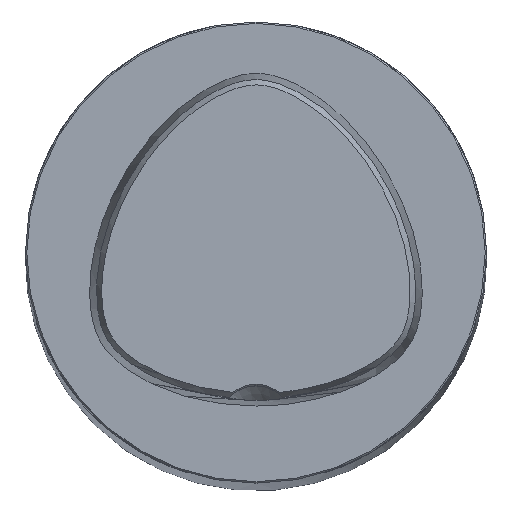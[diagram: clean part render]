
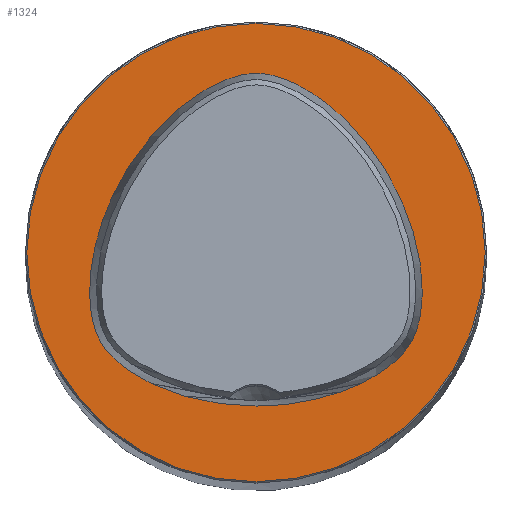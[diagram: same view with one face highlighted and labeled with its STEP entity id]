
A CAD part, top view. The second image highlights one B-rep face of the part: STEP entity #1324.
In plain terms, the highlighted planar face has unit normal (0, 0, 1).
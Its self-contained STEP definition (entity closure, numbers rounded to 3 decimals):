
#1051=PLANE('',#3654);
#1146=CIRCLE('',#3652,49.7);
#1239=FACE_BOUND('',#1661,.T.);
#1240=FACE_BOUND('',#1662,.T.);
#1324=ADVANCED_FACE('CU_E_LO_SU_1',(#1239,#1240),#1051,.T.);
#1661=EDGE_LOOP('',(#1940));
#1662=EDGE_LOOP('',(#1941));
#1940=ORIENTED_EDGE('',*,*,#3067,.T.);
#1941=ORIENTED_EDGE('',*,*,#3015,.T.);
#2728=VERTEX_POINT('',#5288);
#2778=VERTEX_POINT('',#5805);
#3015=EDGE_CURVE('',#2728,#2728,#3437,.T.);
#3067=EDGE_CURVE('',#2778,#2778,#1146,.T.);
#3437=B_SPLINE_CURVE_WITH_KNOTS('',3,(#5209,#5210,#5211,#5212,#5213,#5214,
#5215,#5216,#5217,#5218,#5219,#5220,#5221,#5222,#5223,#5224,#5225,#5226,
#5227,#5228,#5229,#5230,#5231,#5232,#5233,#5234,#5235,#5236,#5237,#5238,
#5239,#5240,#5241,#5242,#5243,#5244,#5245,#5246,#5247,#5248,#5249,#5250,
#5251,#5252,#5253,#5254,#5255,#5256,#5257,#5258,#5259,#5260,#5261,#5262,
#5263,#5264,#5265,#5266,#5267,#5268,#5269,#5270,#5271,#5272,#5273,#5274,
#5275,#5276,#5277,#5278,#5279,#5280,#5281,#5282,#5283,#5284,#5285,#5286,
#5287),.UNSPECIFIED.,.T.,.F.,(1,1,2,1,1,1,1,1,1,1,1,1,1,1,1,1,1,1,1,1,1,
1,1,1,1,1,1,1,1,1,1,1,1,1,1,1,1,1,1,1,1,1,1,1,1,1,1,1,1,1,1,1,1,1,1,1,1,
1,1,1,1,1,1,1,1,1,1,1,1,1,1,1,1,1,1,1,1,1,2,1,1),(-0.047,-0.031,0.,
0.031,0.047,0.063,0.078,0.094,0.109,0.125,0.133,0.141,
0.148,0.156,0.164,0.168,0.172,0.18,0.188,0.195,
0.203,0.211,0.219,0.234,0.25,0.266,0.281,0.313,0.344,
0.375,0.391,0.406,0.422,0.438,0.453,0.461,0.469,0.477,
0.484,0.492,0.5,0.508,0.516,0.523,0.531,0.539,0.547,
0.563,0.578,0.594,0.609,0.625,0.656,0.688,0.719,0.734,
0.75,0.766,0.781,0.789,0.797,0.805,0.813,0.82,0.828,
0.832,0.836,0.844,0.852,0.859,0.867,0.875,0.891,
0.906,0.922,0.938,0.953,0.969,1.,1.031,1.047),
 .UNSPECIFIED.);
#3652=AXIS2_PLACEMENT_3D('',#5804,#4032,#4033);
#3654=AXIS2_PLACEMENT_3D('',#5807,#4036,#4037);
#4032=DIRECTION('',(0.,0.,1.));
#4033=DIRECTION('',(1.,0.,0.));
#4036=DIRECTION('',(0.,0.,1.));
#4037=DIRECTION('',(1.,0.,0.));
#5209=CARTESIAN_POINT('',(2.358,-33.275,0.));
#5210=CARTESIAN_POINT('',(-2.358,-33.275,0.));
#5211=CARTESIAN_POINT('',(-5.899,-33.062,0.));
#5212=CARTESIAN_POINT('',(-10.564,-32.342,0.));
#5213=CARTESIAN_POINT('',(-14.022,-31.579,0.));
#5214=CARTESIAN_POINT('',(-17.421,-30.585,0.));
#5215=CARTESIAN_POINT('',(-20.741,-29.347,0.));
#5216=CARTESIAN_POINT('',(-23.953,-27.85,0.));
#5217=CARTESIAN_POINT('',(-26.508,-26.364,0.));
#5218=CARTESIAN_POINT('',(-28.446,-25.014,0.));
#5219=CARTESIAN_POINT('',(-29.836,-23.912,0.));
#5220=CARTESIAN_POINT('',(-31.143,-22.712,0.));
#5221=CARTESIAN_POINT('',(-32.342,-21.401,0.));
#5222=CARTESIAN_POINT('',(-33.217,-20.204,0.));
#5223=CARTESIAN_POINT('',(-33.821,-19.184,0.));
#5224=CARTESIAN_POINT('',(-34.357,-18.128,0.));
#5225=CARTESIAN_POINT('',(-34.902,-16.749,0.));
#5226=CARTESIAN_POINT('',(-35.385,-15.04,0.));
#5227=CARTESIAN_POINT('',(-35.726,-13.299,0.));
#5228=CARTESIAN_POINT('',(-35.948,-11.541,0.));
#5229=CARTESIAN_POINT('',(-36.064,-9.772,0.));
#5230=CARTESIAN_POINT('',(-36.095,-7.411,0.));
#5231=CARTESIAN_POINT('',(-35.922,-4.462,0.));
#5232=CARTESIAN_POINT('',(-35.423,-0.954,0.));
#5233=CARTESIAN_POINT('',(-34.665,2.506,0.));
#5234=CARTESIAN_POINT('',(-33.34,7.037,0.));
#5235=CARTESIAN_POINT('',(-31.139,12.522,0.));
#5236=CARTESIAN_POINT('',(-27.717,18.733,0.));
#5237=CARTESIAN_POINT('',(-24.263,23.527,0.));
#5238=CARTESIAN_POINT('',(-21.153,27.079,0.));
#5239=CARTESIAN_POINT('',(-18.649,29.584,0.));
#5240=CARTESIAN_POINT('',(-15.974,31.907,0.));
#5241=CARTESIAN_POINT('',(-13.129,34.018,0.));
#5242=CARTESIAN_POINT('',(-10.614,35.568,0.));
#5243=CARTESIAN_POINT('',(-8.514,36.651,0.));
#5244=CARTESIAN_POINT('',(-6.895,37.372,0.));
#5245=CARTESIAN_POINT('',(-5.231,37.986,0.));
#5246=CARTESIAN_POINT('',(-3.524,38.472,0.));
#5247=CARTESIAN_POINT('',(-1.776,38.797,0.));
#5248=CARTESIAN_POINT('',(0.,38.915,0.));
#5249=CARTESIAN_POINT('',(1.776,38.797,0.));
#5250=CARTESIAN_POINT('',(3.524,38.472,0.));
#5251=CARTESIAN_POINT('',(5.231,37.986,0.));
#5252=CARTESIAN_POINT('',(6.895,37.372,0.));
#5253=CARTESIAN_POINT('',(8.514,36.651,0.));
#5254=CARTESIAN_POINT('',(10.614,35.568,0.));
#5255=CARTESIAN_POINT('',(13.129,34.018,0.));
#5256=CARTESIAN_POINT('',(15.974,31.907,0.));
#5257=CARTESIAN_POINT('',(18.649,29.584,0.));
#5258=CARTESIAN_POINT('',(21.153,27.079,0.));
#5259=CARTESIAN_POINT('',(24.263,23.527,0.));
#5260=CARTESIAN_POINT('',(27.717,18.733,0.));
#5261=CARTESIAN_POINT('',(31.139,12.522,0.));
#5262=CARTESIAN_POINT('',(33.34,7.037,0.));
#5263=CARTESIAN_POINT('',(34.665,2.506,0.));
#5264=CARTESIAN_POINT('',(35.423,-0.954,0.));
#5265=CARTESIAN_POINT('',(35.922,-4.462,0.));
#5266=CARTESIAN_POINT('',(36.095,-7.411,0.));
#5267=CARTESIAN_POINT('',(36.064,-9.772,0.));
#5268=CARTESIAN_POINT('',(35.948,-11.54,0.));
#5269=CARTESIAN_POINT('',(35.726,-13.299,0.));
#5270=CARTESIAN_POINT('',(35.385,-15.04,0.));
#5271=CARTESIAN_POINT('',(34.902,-16.749,0.));
#5272=CARTESIAN_POINT('',(34.357,-18.128,0.));
#5273=CARTESIAN_POINT('',(33.821,-19.184,0.));
#5274=CARTESIAN_POINT('',(33.217,-20.204,0.));
#5275=CARTESIAN_POINT('',(32.342,-21.401,0.));
#5276=CARTESIAN_POINT('',(31.143,-22.712,0.));
#5277=CARTESIAN_POINT('',(29.836,-23.912,0.));
#5278=CARTESIAN_POINT('',(28.446,-25.014,0.));
#5279=CARTESIAN_POINT('',(26.508,-26.364,0.));
#5280=CARTESIAN_POINT('',(23.953,-27.85,0.));
#5281=CARTESIAN_POINT('',(20.741,-29.347,0.));
#5282=CARTESIAN_POINT('',(17.421,-30.585,0.));
#5283=CARTESIAN_POINT('',(14.022,-31.579,0.));
#5284=CARTESIAN_POINT('',(10.564,-32.342,0.));
#5285=CARTESIAN_POINT('',(5.899,-33.062,0.));
#5286=CARTESIAN_POINT('',(2.358,-33.275,0.));
#5287=CARTESIAN_POINT('',(-2.358,-33.275,0.));
#5288=CARTESIAN_POINT('',(0.,-33.275,0.));
#5804=CARTESIAN_POINT('',(0.,0.,0.));
#5805=CARTESIAN_POINT('',(49.7,0.,0.));
#5807=CARTESIAN_POINT('',(0.,-40.707,0.));
